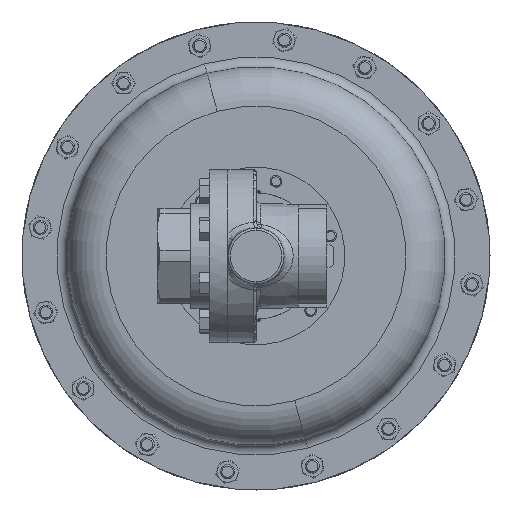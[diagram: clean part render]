
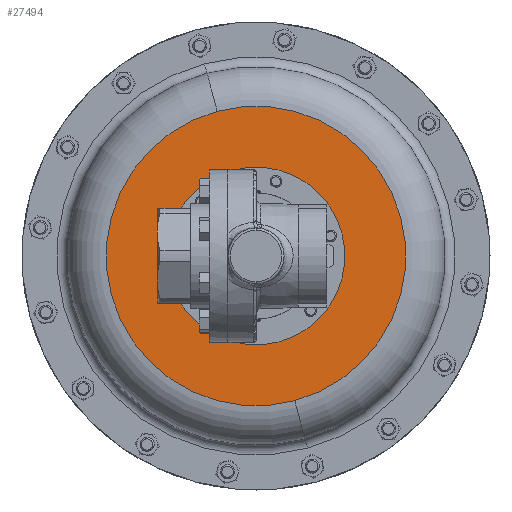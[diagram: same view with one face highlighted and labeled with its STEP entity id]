
A CAD part, front view. The second image highlights one B-rep face of the part: STEP entity #27494.
In plain terms, the highlighted planar face has unit normal (0, -1, 0).
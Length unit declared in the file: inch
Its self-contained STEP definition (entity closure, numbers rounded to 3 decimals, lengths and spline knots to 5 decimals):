
#1377 = ORIENTED_EDGE ( 'NONE', *, *, #19921, .F. ) ;
#2896 = EDGE_CURVE ( 'NONE', #4729, #27738, #24872, .T. ) ;
#3126 = DIRECTION ( 'NONE',  ( 0.259, 0., -0.966 ) ) ;
#4150 = CARTESIAN_POINT ( 'NONE',  ( 1.03528, 7.2525, -3.8637 ) ) ;
#4729 = VERTEX_POINT ( 'NONE', #21428 ) ;
#5913 = ORIENTED_EDGE ( 'NONE', *, *, #2896, .F. ) ;
#6081 = DIRECTION ( 'NONE',  ( 0., 1., 0. ) ) ;
#7885 = CARTESIAN_POINT ( 'NONE',  ( 3.8637, 7.2525, 1.03528 ) ) ;
#8478 = EDGE_CURVE ( 'NONE', #15951, #10026, #15747, .T. ) ;
#10026 = VERTEX_POINT ( 'NONE', #31148 ) ;
#11171 = ORIENTED_EDGE ( 'NONE', *, *, #24878, .T. ) ;
#11427 = CIRCLE ( 'NONE', #13608, 2.375 ) ;
#11601 = AXIS2_PLACEMENT_3D ( 'NONE', #28774, #14022, #31247 ) ;
#11915 = CARTESIAN_POINT ( 'NONE',  ( 0., 7.2525, 0. ) ) ;
#12112 = CIRCLE ( 'NONE', #13087, 4. ) ;
#13087 = AXIS2_PLACEMENT_3D ( 'NONE', #11915, #29142, #14387 ) ;
#13387 = ORIENTED_EDGE ( 'NONE', *, *, #8478, .T. ) ;
#13462 = CARTESIAN_POINT ( 'NONE',  ( 0., 7.2525, 0. ) ) ;
#13608 = AXIS2_PLACEMENT_3D ( 'NONE', #20733, #6081, #23227 ) ;
#14022 = DIRECTION ( 'NONE',  ( 0., 1., 0. ) ) ;
#14262 = EDGE_LOOP ( 'NONE', ( #5913, #1377 ) ) ;
#14387 = DIRECTION ( 'NONE',  ( -0.259, 0., 0.966 ) ) ;
#15230 = PLANE ( 'NONE',  #25019 ) ;
#15412 = AXIS2_PLACEMENT_3D ( 'NONE', #13462, #30662, #15932 ) ;
#15747 = CIRCLE ( 'NONE', #15412, 2.375 ) ;
#15932 = DIRECTION ( 'NONE',  ( 0.707, 0., 0.707 ) ) ;
#15951 = VERTEX_POINT ( 'NONE', #17145 ) ;
#17145 = CARTESIAN_POINT ( 'NONE',  ( 1.67938, 7.2525, 1.67938 ) ) ;
#17704 = DIRECTION ( 'NONE',  ( 0., -1., 0. ) ) ;
#17846 = FACE_OUTER_BOUND ( 'NONE', #14262, .T. ) ;
#19921 = EDGE_CURVE ( 'NONE', #27738, #4729, #12112, .T. ) ;
#20733 = CARTESIAN_POINT ( 'NONE',  ( 0., 7.2525, 0. ) ) ;
#21428 = CARTESIAN_POINT ( 'NONE',  ( -1.03528, 7.2525, 3.8637 ) ) ;
#23227 = DIRECTION ( 'NONE',  ( 0.707, 0., 0.707 ) ) ;
#24872 = CIRCLE ( 'NONE', #11601, 4. ) ;
#24878 = EDGE_CURVE ( 'NONE', #10026, #15951, #11427, .T. ) ;
#25019 = AXIS2_PLACEMENT_3D ( 'NONE', #7885, #17704, #3126 ) ;
#25038 = EDGE_LOOP ( 'NONE', ( #11171, #13387 ) ) ;
#25947 = FACE_BOUND ( 'NONE', #25038, .T. ) ;
#27494 = ADVANCED_FACE ( 'NONE', ( #17846, #25947 ), #15230, .T. ) ;
#27738 = VERTEX_POINT ( 'NONE', #4150 ) ;
#28774 = CARTESIAN_POINT ( 'NONE',  ( 0., 7.2525, 0. ) ) ;
#29142 = DIRECTION ( 'NONE',  ( 0., 1., 0. ) ) ;
#30662 = DIRECTION ( 'NONE',  ( 0., 1., 0. ) ) ;
#31148 = CARTESIAN_POINT ( 'NONE',  ( -1.67938, 7.2525, -1.67938 ) ) ;
#31247 = DIRECTION ( 'NONE',  ( -0.259, 0., 0.966 ) ) ;
